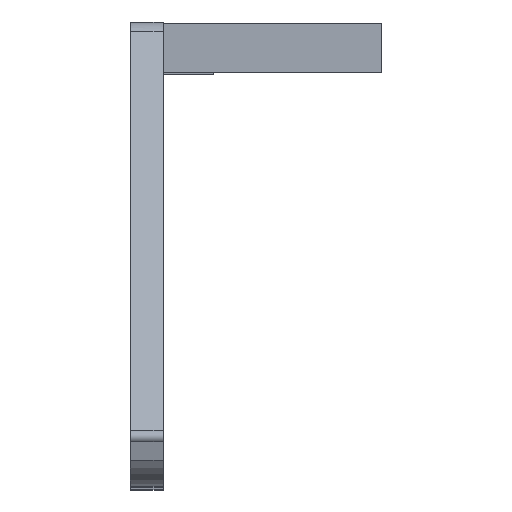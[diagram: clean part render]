
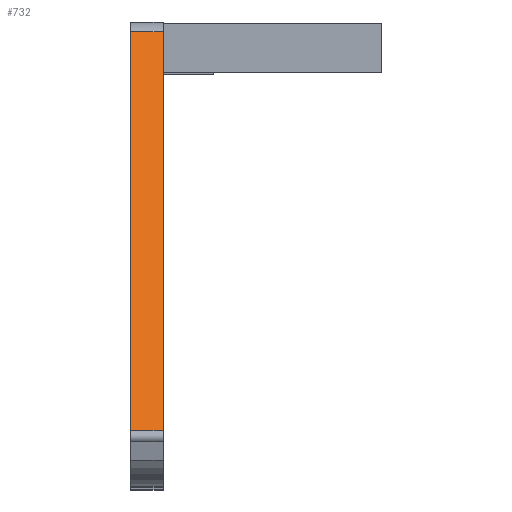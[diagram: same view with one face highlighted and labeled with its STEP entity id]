
A CAD part, top view. The second image highlights one B-rep face of the part: STEP entity #732.
In plain terms, the highlighted planar face has unit normal (0, 0.707, 0.707).
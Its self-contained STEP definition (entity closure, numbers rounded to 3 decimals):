
#27=PLANE('',#809);
#63=FACE_OUTER_BOUND('',#102,.T.);
#102=EDGE_LOOP('',(#621,#622,#623,#624));
#134=LINE('',#1086,#217);
#163=LINE('',#1164,#246);
#178=LINE('',#1199,#261);
#179=LINE('',#1202,#262);
#217=VECTOR('',#867,10.);
#246=VECTOR('',#928,10.);
#261=VECTOR('',#971,10.);
#262=VECTOR('',#976,10.);
#331=VERTEX_POINT('',#1083);
#332=VERTEX_POINT('',#1085);
#364=VERTEX_POINT('',#1161);
#365=VERTEX_POINT('',#1163);
#403=EDGE_CURVE('',#332,#331,#134,.T.);
#442=EDGE_CURVE('',#364,#365,#163,.T.);
#461=EDGE_CURVE('',#332,#364,#178,.T.);
#463=EDGE_CURVE('',#365,#331,#179,.T.);
#621=ORIENTED_EDGE('',*,*,#403,.T.);
#622=ORIENTED_EDGE('',*,*,#463,.F.);
#623=ORIENTED_EDGE('',*,*,#442,.F.);
#624=ORIENTED_EDGE('',*,*,#461,.F.);
#732=ADVANCED_FACE('',(#63),#27,.T.);
#809=AXIS2_PLACEMENT_3D('',#1201,#974,#975);
#867=DIRECTION('',(0.,-0.707,0.707));
#928=DIRECTION('',(0.,-0.707,0.707));
#971=DIRECTION('',(1.,0.,0.));
#974=DIRECTION('center_axis',(0.,0.707,0.707));
#975=DIRECTION('ref_axis',(0.,0.707,-0.707));
#976=DIRECTION('',(-1.,0.,0.));
#1083=CARTESIAN_POINT('',(-7.774,10.891,218.109));
#1085=CARTESIAN_POINT('',(-7.774,41.268,187.732));
#1086=CARTESIAN_POINT('',(-7.774,28.866,200.134));
#1161=CARTESIAN_POINT('',(-5.274,41.268,187.732));
#1163=CARTESIAN_POINT('',(-5.274,10.891,218.109));
#1164=CARTESIAN_POINT('',(-5.274,12.599,216.401));
#1199=CARTESIAN_POINT('',(-5.274,41.268,187.732));
#1201=CARTESIAN_POINT('Origin',(-5.274,10.891,218.109));
#1202=CARTESIAN_POINT('',(-5.274,10.891,218.109));
